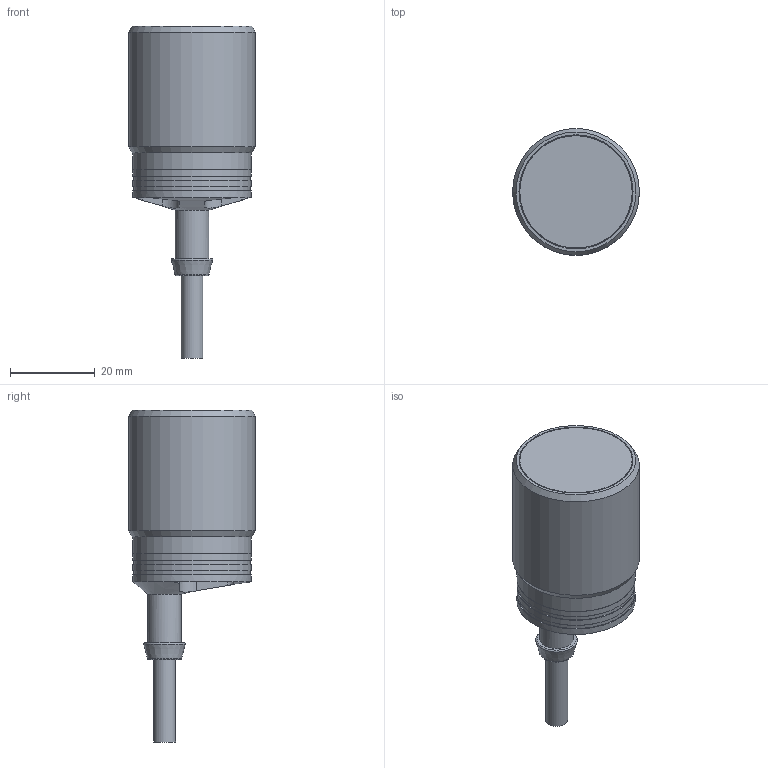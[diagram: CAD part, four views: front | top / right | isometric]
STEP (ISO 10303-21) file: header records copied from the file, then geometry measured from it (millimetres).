
FILE_DESCRIPTION(/* description */ (''),/* implementation_level */ '2;1');
FILE_NAME(/* name */ 'ICB30SFxxxx.stp',/* time_stamp */ '2015-05-07T15:12:54+02:00',/* author */ ('ddecol'),/* organization */ (''),/* preprocessor_version */ 'ST-DEVELOPER v15.6',/* originating_system */ 'Autodesk Inventor 2015',/* authorisation */ '');
FILE_SCHEMA (('AUTOMOTIVE_DESIGN { 1 0 10303 214 3 1 1 }'));
Length unit declared in the file: millimetre
Products named in the file (1): ICB30SFxxxx
Bounding box: 30 x 30 x 78.5 mm (x, y, z)
Surface area: 6501.2 mm2 (no closed solid volume)
Topology: 0 solids, 5 shells, 44 faces, 91 edges, 59 vertices
Faces by surface type: plane 20, cylinder 15, cone 5, torus 3, bspline 1
Full cylindrical faces by diameter (mm): 5.2 x1, 8 x1, 27.6 x2, 28 x4, 30 x1
Entity records: 1259 total; most frequent: CARTESIAN_POINT 297, DIRECTION 191, ORIENTED_EDGE 136, AXIS2_PLACEMENT_3D 87, EDGE_CURVE 72, EDGE_LOOP 71, VERTEX_POINT 57, FACE_OUTER_BOUND 44
